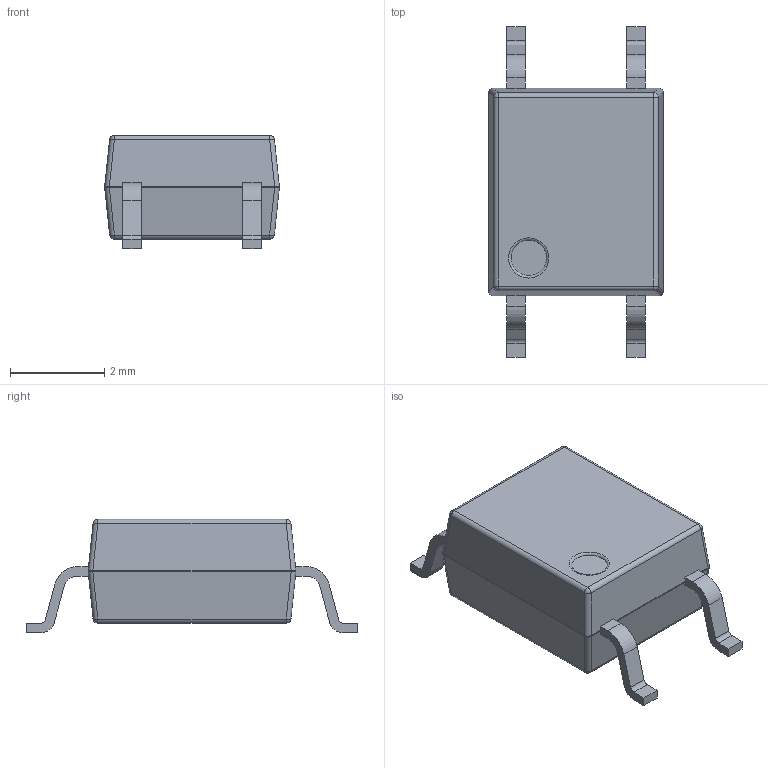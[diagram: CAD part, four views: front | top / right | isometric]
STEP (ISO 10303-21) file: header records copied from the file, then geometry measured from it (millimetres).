
FILE_DESCRIPTION(/* description */ (''),/* implementation_level */ '2;1');
FILE_NAME(/* name */ 'Broadcom -SOIC-4.step',/* time_stamp */ '2020-07-09T13:56:30+01:00',/* author */ (''),/* organization */ (''),/* preprocessor_version */ 'ST-DEVELOPER v18.1',/* originating_system */ 'Autodesk Translation Framework v9.3.0.1241',/* authorisation */ '');
FILE_SCHEMA (('AUTOMOTIVE_DESIGN { 1 0 10303 214 3 1 1 }'));
Length unit declared in the file: millimetre
Products named in the file (1): Broadcom -SOIC-4
Bounding box: 3.7 x 7 x 2.4 mm (x, y, z)
Volume: 34.4 mm3; surface area: 72.4 mm2
Topology: 1 solids, 1 shells, 100 faces, 251 edges, 154 vertices
Faces by surface type: plane 47, cylinder 40, sphere 12, torus 1
Entity records: 3065 total; most frequent: DIRECTION 536, CARTESIAN_POINT 506, ORIENTED_EDGE 502, EDGE_CURVE 251, AXIS2_PLACEMENT_3D 184, LINE 168, VECTOR 168, VERTEX_POINT 154
